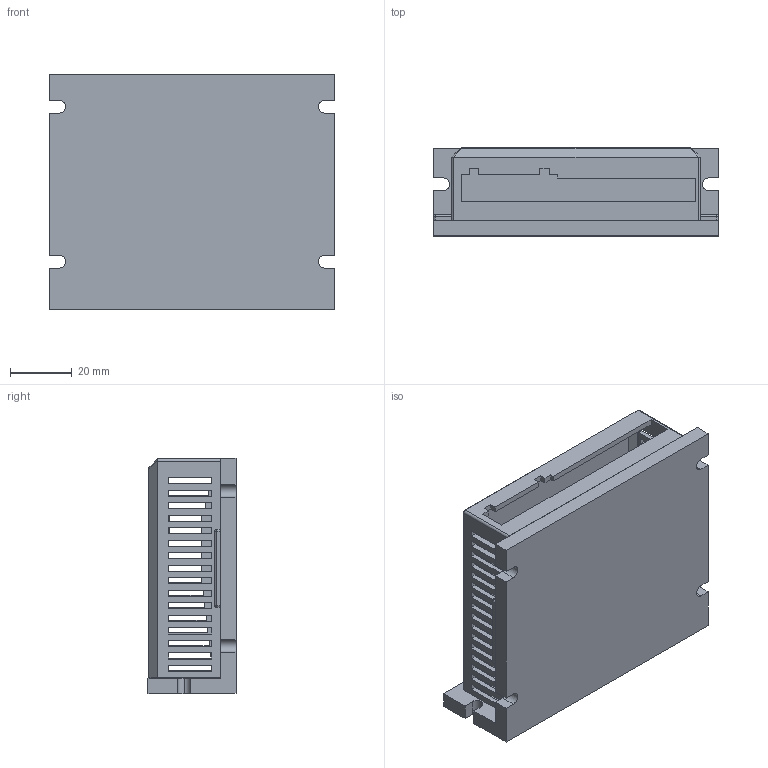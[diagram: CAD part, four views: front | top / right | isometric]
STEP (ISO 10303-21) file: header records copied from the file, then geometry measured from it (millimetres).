
FILE_DESCRIPTION (( 'STEP AP214' ), '1' );
FILE_NAME ('ST5-10-S_SIMPLE_MODEL_B.STEP', '2015-09-07T05:13:46', ( 'Leo_liu' ), ( '' ), 'SwSTEP 2.0', 'SolidWorks 2014', '' );
FILE_SCHEMA (( 'AUTOMOTIVE_DESIGN' ));
Length unit declared in the file: centimetre
Products named in the file (1): ST5-10-S_SIMPLE_MODEL_B
Bounding box: 92.71 x 28.57 x 76.28 mm (x, y, z)
Volume: 60536 mm3; surface area: 39255.2 mm2
Topology: 1 solids, 1 shells, 217 faces, 652 edges, 426 vertices
Faces by surface type: plane 176, cylinder 33, bspline 8
Entity records: 7411 total; most frequent: CARTESIAN_POINT 1441, ORIENTED_EDGE 1296, DIRECTION 1117, EDGE_CURVE 648, LINE 569, VECTOR 569, VERTEX_POINT 426, AXIS2_PLACEMENT_3D 274
